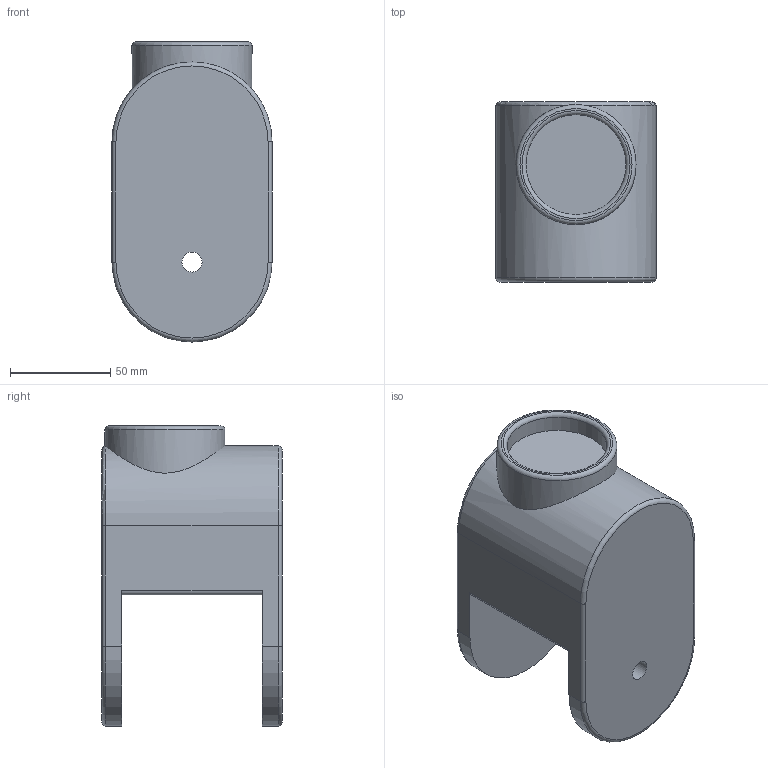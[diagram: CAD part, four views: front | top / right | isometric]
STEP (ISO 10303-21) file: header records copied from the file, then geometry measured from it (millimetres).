
FILE_DESCRIPTION(/* description */ (''),/* implementation_level */ '2;1');
FILE_NAME(/* name */ 'Wirst2_ipt_913174f2.STEP',/* time_stamp */ '2024-10-19T19:17:32+02:00',/* author */ ('Swoby'),/* organization */ (''),/* preprocessor_version */ 'ST-DEVELOPER v18.1',/* originating_system */ 'Autodesk Inventor 2021',/* authorisation */ '');
FILE_SCHEMA (('AUTOMOTIVE_DESIGN { 1 0 10303 214 3 1 1 }'));
Length unit declared in the file: millimetre
Products named in the file (1): Wirst2
Bounding box: 80 x 90 x 150 mm (x, y, z)
Volume: 509159.1 mm3; surface area: 61966.6 mm2
Topology: 1 solids, 1 shells, 28 faces, 70 edges, 45 vertices
Faces by surface type: cylinder 14, plane 8, torus 6
Full cylindrical faces by diameter (mm): 10 x2, 50 x1, 60 x1
Entity records: 986 total; most frequent: CARTESIAN_POINT 232, DIRECTION 166, ORIENTED_EDGE 140, EDGE_CURVE 70, AXIS2_PLACEMENT_3D 70, VERTEX_POINT 45, CIRCLE 41, EDGE_LOOP 33
